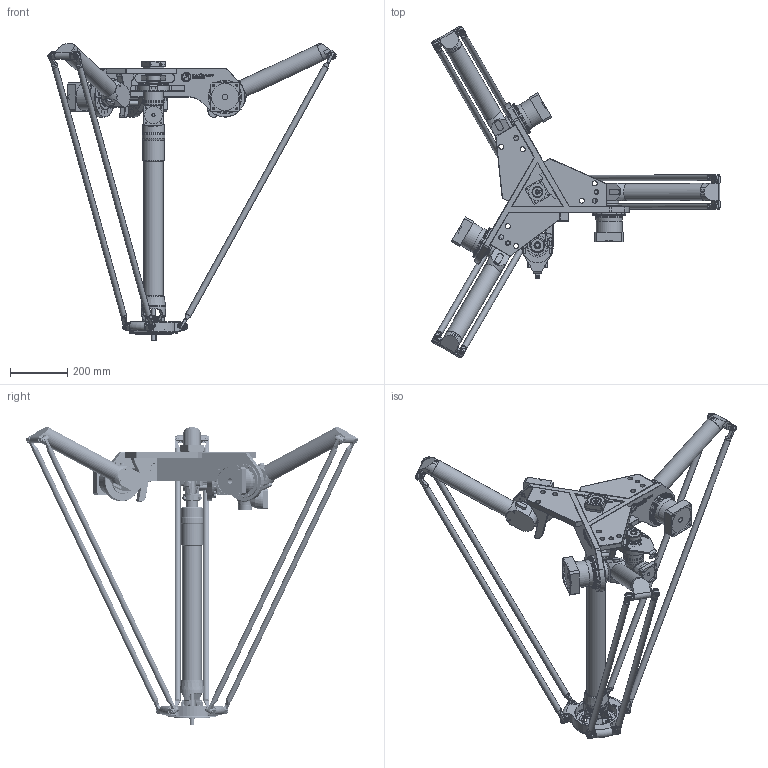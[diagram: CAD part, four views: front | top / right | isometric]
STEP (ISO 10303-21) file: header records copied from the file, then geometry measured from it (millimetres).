
FILE_DESCRIPTION(/* description */ (''),/* implementation_level */ '2;1');
FILE_NAME(/* name */ '3D-model_A_00053-TS1.stp',/* time_stamp */ '2022-02-12T09:46:39+01:00',/* author */ ('michael.schutter'),/* organization */ ('Majatronic'),/* preprocessor_version */ 'ST-DEVELOPER v16.5',/* originating_system */ 'Autodesk Inventor 2017',/* authorisation */ '');
FILE_SCHEMA (('AUTOMOTIVE_DESIGN { 1 0 10303 214 3 1 1 }'));
Length unit declared in the file: millimetre
Products named in the file (15): MT_BGR00018679MT_BGR; MT_BGR00018862MT_BGR; MT_WST00058569MT_WST; MT_WST00058597MT_WST; MT_WST00058598MT_WST; MT_WST00058144MT_WST; MT_WST00058086MT_WST; MT_WST00031699MT_WST; MT_WST00058088MT_WST; MT_WST00066319MT_WST; MT_WST00106842; MT_WST00066327MT_WST; MT_WST00066328MT_WST; MT_WST00058090MT_WST; MT_WST00058141MT_WST
Assembly tree (29 placements, depth 3):
  MT_BGR00018679MT_BGR
    MT_BGR00018862MT_BGR
      MT_WST00058569MT_WST
      MT_WST00058597MT_WST  x3
      MT_WST00058598MT_WST
    MT_WST00058144MT_WST  x3
    MT_WST00031699MT_WST  x6
    MT_WST00058086MT_WST  x6
    MT_WST00058088MT_WST
    MT_WST00066319MT_WST
    MT_WST00106842  x2
    MT_WST00066327MT_WST
    MT_WST00066328MT_WST
    MT_WST00058090MT_WST
    MT_WST00058141MT_WST
Bounding box: 1006.03 x 1158.52 x 1039.31 mm (x, y, z)
Volume: 19387154.9 mm3; surface area: 2197713 mm2
Topology: 28 solids, 43 shells, 3882 faces, 8890 edges, 5574 vertices
Faces by surface type: plane 2058, cylinder 1161, cone 430, torus 117, bspline 108, sphere 8
Full cylindrical faces by diameter (mm): 3 x2, 3.459 x12, 4 x1, 4.134 x18, 4.917 x11, 5 x48, 5.5 x1, 6 x36, 6.647 x18, 7 x14, 8 x40, 8.5 x96, 10 x45, 11 x1, 11.4 x1, 12 x27, 14 x1, 15 x4, 15.4 x1, 16 x29, 17.5 x9, 18 x33, 19 x3, 20 x28, 23.9 x1, 24 x1, 25 x4, 27 x2, 28.4 x1, 31.5 x3
Entity records: 80445 total; most frequent: CARTESIAN_POINT 22180, DIRECTION 12045, ORIENTED_EDGE 10890, EDGE_CURVE 5445, AXIS2_PLACEMENT_3D 4458, VERTEX_POINT 3676, EDGE_LOOP 3395, LINE 3129
